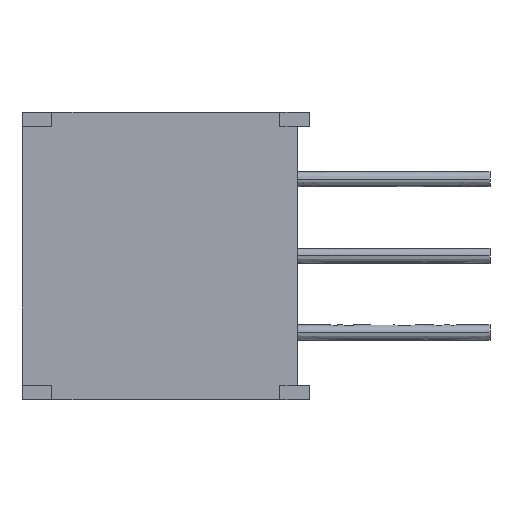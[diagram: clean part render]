
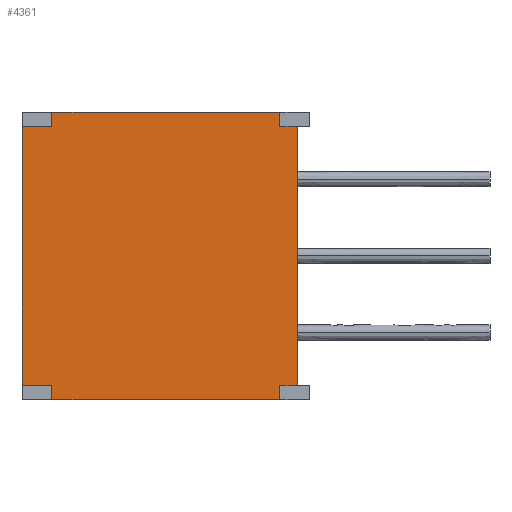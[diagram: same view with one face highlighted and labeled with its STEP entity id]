
A CAD part, top view. The second image highlights one B-rep face of the part: STEP entity #4361.
In plain terms, the highlighted free-form (B-spline) face has degree [1, 1] with [2, 2] control points.
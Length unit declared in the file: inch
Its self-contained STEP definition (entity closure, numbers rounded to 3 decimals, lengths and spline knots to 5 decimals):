
#22=DIRECTION('',(-1.,0.,0.));
#23=VECTOR('',#22,0.023);
#24=CARTESIAN_POINT('',(0.174,-0.1685,0.));
#25=LINE('',#24,#23);
#30=DIRECTION('',(0.,1.,0.));
#31=VECTOR('',#30,0.019);
#32=CARTESIAN_POINT('',(0.151,-0.1875,0.));
#33=LINE('',#32,#31);
#37=DIRECTION('',(0.,1.,0.));
#38=VECTOR('',#37,0.019);
#39=CARTESIAN_POINT('',(-0.146,-0.1875,0.));
#40=LINE('',#39,#38);
#44=DIRECTION('',(1.,0.,0.));
#45=VECTOR('',#44,0.039);
#46=CARTESIAN_POINT('',(-0.185,-0.1685,0.));
#47=LINE('',#46,#45);
#51=DIRECTION('',(0.,1.,0.));
#52=VECTOR('',#51,0.337);
#53=CARTESIAN_POINT('',(-0.185,-0.1685,0.));
#54=LINE('',#53,#52);
#58=DIRECTION('',(1.,0.,0.));
#59=VECTOR('',#58,0.039);
#60=CARTESIAN_POINT('',(-0.185,0.1685,0.));
#61=LINE('',#60,#59);
#65=DIRECTION('',(0.,-1.,0.));
#66=VECTOR('',#65,0.019);
#67=CARTESIAN_POINT('',(-0.146,0.1875,0.));
#68=LINE('',#67,#66);
#72=DIRECTION('',(0.,-1.,0.));
#73=VECTOR('',#72,0.019);
#74=CARTESIAN_POINT('',(0.151,0.1875,0.));
#75=LINE('',#74,#73);
#79=DIRECTION('',(-1.,0.,0.));
#80=VECTOR('',#79,0.023);
#81=CARTESIAN_POINT('',(0.174,0.1685,0.));
#82=LINE('',#81,#80);
#134=DIRECTION('',(0.,1.,0.));
#135=VECTOR('',#134,0.337);
#136=CARTESIAN_POINT('',(0.174,-0.1685,0.));
#137=LINE('',#136,#135);
#266=DIRECTION('',(-1.,0.,0.));
#267=VECTOR('',#266,0.297);
#268=CARTESIAN_POINT('',(0.151,0.1875,0.));
#269=LINE('',#268,#267);
#350=DIRECTION('',(1.,0.,0.));
#351=VECTOR('',#350,0.297);
#352=CARTESIAN_POINT('',(-0.146,-0.1875,0.));
#353=LINE('',#352,#351);
#3742=CARTESIAN_POINT('',(0.151,0.1875,0.));
#3743=CARTESIAN_POINT('',(0.151,0.1685,0.));
#3744=VERTEX_POINT('',#3742);
#3745=VERTEX_POINT('',#3743);
#3746=CARTESIAN_POINT('',(0.174,0.1685,0.));
#3747=VERTEX_POINT('',#3746);
#3748=CARTESIAN_POINT('',(-0.146,0.1875,0.));
#3749=CARTESIAN_POINT('',(-0.146,0.1685,0.));
#3750=VERTEX_POINT('',#3748);
#3751=VERTEX_POINT('',#3749);
#3752=CARTESIAN_POINT('',(-0.185,0.1685,0.));
#3753=VERTEX_POINT('',#3752);
#3754=CARTESIAN_POINT('',(-0.146,-0.1875,0.));
#3755=CARTESIAN_POINT('',(-0.146,-0.1685,0.));
#3756=VERTEX_POINT('',#3754);
#3757=VERTEX_POINT('',#3755);
#3758=CARTESIAN_POINT('',(-0.185,-0.1685,0.));
#3759=VERTEX_POINT('',#3758);
#3760=CARTESIAN_POINT('',(0.151,-0.1875,0.));
#3761=CARTESIAN_POINT('',(0.151,-0.1685,0.));
#3762=VERTEX_POINT('',#3760);
#3763=VERTEX_POINT('',#3761);
#3764=CARTESIAN_POINT('',(0.174,-0.1685,0.));
#3765=VERTEX_POINT('',#3764);
#4330=CARTESIAN_POINT('',(-0.19218,0.195,0.));
#4331=CARTESIAN_POINT('',(-0.19218,-0.195,0.));
#4332=CARTESIAN_POINT('',(0.18118,0.195,0.));
#4333=CARTESIAN_POINT('',(0.18118,-0.195,0.));
#4334=B_SPLINE_SURFACE_WITH_KNOTS('',1,1,((#4330,#4331),(#4332,#4333)),
.UNSPECIFIED.,.F.,.F.,.F.,(2,2),(2,2),(-0.19218,0.18118),(-0.195,0.195),
.UNSPECIFIED.);
#4336=ORIENTED_EDGE('',*,*,#4335,.F.);
#4338=ORIENTED_EDGE('',*,*,#4337,.T.);
#4340=ORIENTED_EDGE('',*,*,#4339,.F.);
#4342=ORIENTED_EDGE('',*,*,#4341,.F.);
#4344=ORIENTED_EDGE('',*,*,#4343,.T.);
#4346=ORIENTED_EDGE('',*,*,#4345,.F.);
#4348=ORIENTED_EDGE('',*,*,#4347,.T.);
#4350=ORIENTED_EDGE('',*,*,#4349,.T.);
#4352=ORIENTED_EDGE('',*,*,#4351,.F.);
#4354=ORIENTED_EDGE('',*,*,#4353,.F.);
#4356=ORIENTED_EDGE('',*,*,#4355,.T.);
#4358=ORIENTED_EDGE('',*,*,#4357,.F.);
#4359=EDGE_LOOP('',(#4336,#4338,#4340,#4342,#4344,#4346,#4348,#4350,#4352,#4354,
#4356,#4358));
#4360=FACE_OUTER_BOUND('',#4359,.F.);
#4361=ADVANCED_FACE('',(#4360),#4334,.F.);
#4335=EDGE_CURVE('',#3765,#3747,#137,.T.);
#4337=EDGE_CURVE('',#3765,#3763,#25,.T.);
#4339=EDGE_CURVE('',#3762,#3763,#33,.T.);
#4341=EDGE_CURVE('',#3756,#3762,#353,.T.);
#4343=EDGE_CURVE('',#3756,#3757,#40,.T.);
#4345=EDGE_CURVE('',#3759,#3757,#47,.T.);
#4347=EDGE_CURVE('',#3759,#3753,#54,.T.);
#4349=EDGE_CURVE('',#3753,#3751,#61,.T.);
#4351=EDGE_CURVE('',#3750,#3751,#68,.T.);
#4353=EDGE_CURVE('',#3744,#3750,#269,.T.);
#4355=EDGE_CURVE('',#3744,#3745,#75,.T.);
#4357=EDGE_CURVE('',#3747,#3745,#82,.T.);
